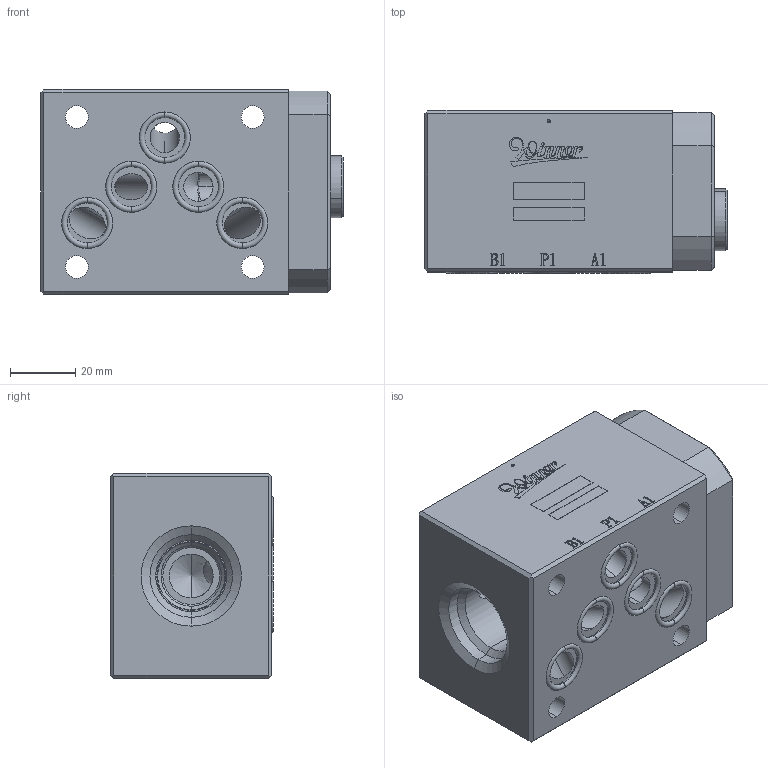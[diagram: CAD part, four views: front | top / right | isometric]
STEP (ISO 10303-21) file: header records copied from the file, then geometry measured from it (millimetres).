
FILE_DESCRIPTION (( 'STEP AP203' ), '1' );
FILE_NAME ('MH05CAW-G02-11A3-Z21.STEP', '2025-01-10T01:55:47', ( 'user' ), ( '' ), 'SwSTEP 2.0', 'SolidWorks 2018', '' );
FILE_SCHEMA (( 'CONFIG_CONTROL_DESIGN' ));
Length unit declared in the file: millimetre
Products named in the file (6): 4KAA014AA001_組合用; 4KE161101A001; 7DBG02A001; MH05CAW-G02-11A3-Z21; 6DBG02A001; 6EC05040CAWXXA001
Assembly tree (9 placements, depth 3):
  MH05CAW-G02-11A3-Z21
    4KAA014AA001_組合用  x5
    6EC05040CAWXXA001
    7DBG02A001
      4KE161101A001
      6DBG02A001
Bounding box: 92.9 x 49.98 x 63 mm (x, y, z)
Volume: 3013 mm3; surface area: 44381.1 mm2
Topology: 7 solids, 9 shells, 552 faces, 1500 edges, 970 vertices
Faces by surface type: cylinder 234, plane 190, cone 57, bspline 51, torus 20
Entity records: 22010 total; most frequent: CARTESIAN_POINT 7889, ORIENTED_EDGE 2908, DIRECTION 2687, EDGE_CURVE 1456, AXIS2_PLACEMENT_3D 962, VERTEX_POINT 954, LINE 763, VECTOR 763
